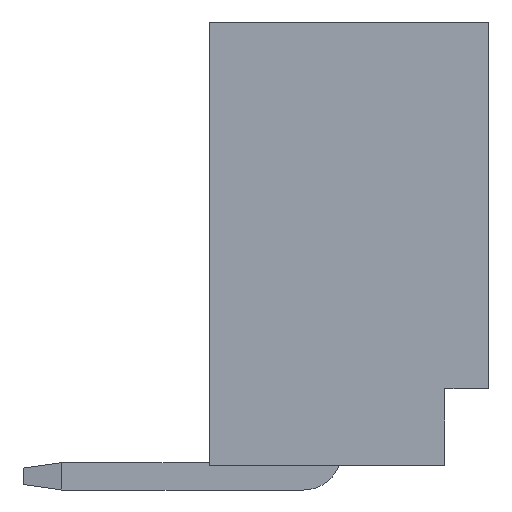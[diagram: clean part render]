
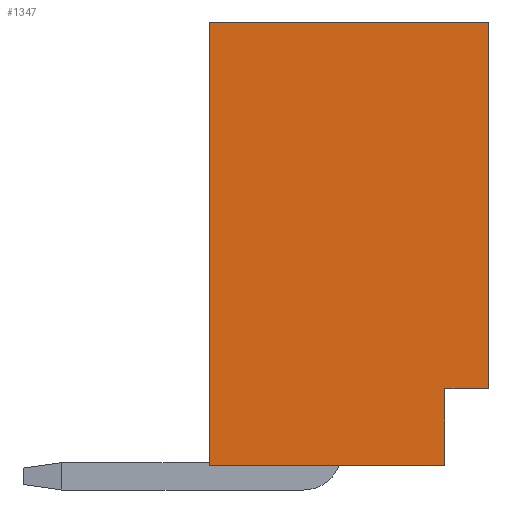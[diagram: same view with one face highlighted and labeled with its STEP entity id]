
A CAD part, left-side view. The second image highlights one B-rep face of the part: STEP entity #1347.
In plain terms, the highlighted planar face has unit normal (-1, 0, 0).
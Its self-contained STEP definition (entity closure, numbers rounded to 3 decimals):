
#53=DIRECTION('',(0.,0.,-1.));
#54=VECTOR('',#53,8.1);
#55=CARTESIAN_POINT('',(-3.,2.55,8.1));
#56=LINE('',#55,#54);
#105=DIRECTION('',(0.,0.,-1.));
#106=VECTOR('',#105,1.4);
#107=CARTESIAN_POINT('',(-3.,-1.75,1.4));
#108=LINE('',#107,#106);
#109=DIRECTION('',(0.,1.,0.));
#110=VECTOR('',#109,4.3);
#111=CARTESIAN_POINT('',(-3.,-1.75,0.));
#112=LINE('',#111,#110);
#113=DIRECTION('',(0.,0.,-1.));
#114=VECTOR('',#113,6.7);
#115=CARTESIAN_POINT('',(-3.,-2.55,8.1));
#116=LINE('',#115,#114);
#213=DIRECTION('',(0.,1.,0.));
#214=VECTOR('',#213,5.1);
#215=CARTESIAN_POINT('',(-3.,-2.55,8.1));
#216=LINE('',#215,#214);
#245=DIRECTION('',(0.,-1.,0.));
#246=VECTOR('',#245,0.8);
#247=CARTESIAN_POINT('',(-3.,-1.75,1.4));
#248=LINE('',#247,#246);
#901=CARTESIAN_POINT('',(-3.,2.55,0.));
#902=VERTEX_POINT('',#901);
#903=CARTESIAN_POINT('',(-3.,-1.75,0.));
#904=VERTEX_POINT('',#903);
#937=CARTESIAN_POINT('',(-3.,2.55,8.1));
#938=VERTEX_POINT('',#937);
#959=CARTESIAN_POINT('',(-3.,-1.75,1.4));
#960=VERTEX_POINT('',#959);
#969=CARTESIAN_POINT('',(-3.,-2.55,8.1));
#970=VERTEX_POINT('',#969);
#971=CARTESIAN_POINT('',(-3.,-2.55,1.4));
#972=VERTEX_POINT('',#971);
#1330=CARTESIAN_POINT('',(-3.,2.55,0.));
#1331=DIRECTION('',(-1.,0.,0.));
#1332=DIRECTION('',(0.,-1.,0.));
#1333=AXIS2_PLACEMENT_3D('',#1330,#1331,#1332);
#1334=PLANE('',#1333);
#1336=ORIENTED_EDGE('',*,*,#1335,.T.);
#1337=ORIENTED_EDGE('',*,*,#1323,.T.);
#1338=ORIENTED_EDGE('',*,*,#1233,.F.);
#1340=ORIENTED_EDGE('',*,*,#1339,.F.);
#1342=ORIENTED_EDGE('',*,*,#1341,.T.);
#1344=ORIENTED_EDGE('',*,*,#1343,.F.);
#1345=EDGE_LOOP('',(#1336,#1337,#1338,#1340,#1342,#1344));
#1346=FACE_OUTER_BOUND('',#1345,.F.);
#1233=EDGE_CURVE('',#938,#902,#56,.T.);
#1323=EDGE_CURVE('',#904,#902,#112,.T.);
#1335=EDGE_CURVE('',#960,#904,#108,.T.);
#1339=EDGE_CURVE('',#970,#938,#216,.T.);
#1341=EDGE_CURVE('',#970,#972,#116,.T.);
#1343=EDGE_CURVE('',#960,#972,#248,.T.);
#1347=ADVANCED_FACE('',(#1346),#1334,.T.);
